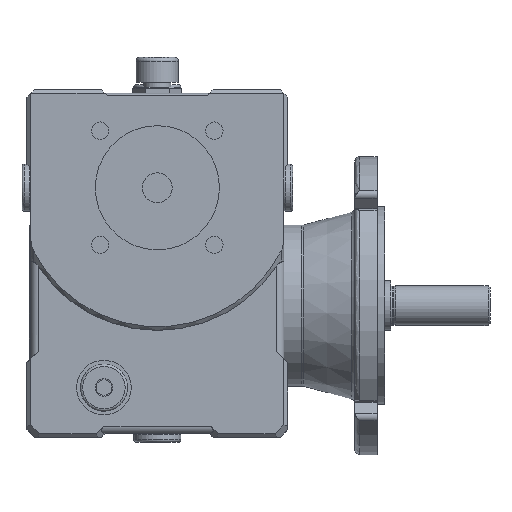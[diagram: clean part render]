
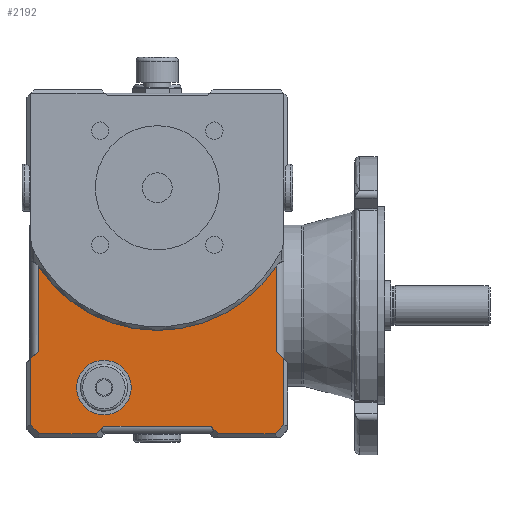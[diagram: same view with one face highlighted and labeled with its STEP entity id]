
A CAD part, left-side view. The second image highlights one B-rep face of the part: STEP entity #2192.
In plain terms, the highlighted planar face has unit normal (-1, 0, 0).
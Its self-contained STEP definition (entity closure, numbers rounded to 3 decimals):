
#2192 = ADVANCED_FACE( '', ( #4799, #4800 ), #4801, .T. );
#4799 = FACE_OUTER_BOUND( '', #7745, .T. );
#4800 = FACE_BOUND( '', #7746, .T. );
#4801 = PLANE( '', #7747 );
#7745 = EDGE_LOOP( '', ( #13752, #13753, #13754, #13755, #13756, #13757, #13758, #13759, #13760, #13761, #13762, #13763, #13764, #13765 ) );
#7746 = EDGE_LOOP( '', ( #13766 ) );
#7747 = AXIS2_PLACEMENT_3D( '', #13767, #13768, #13769 );
#13752 = ORIENTED_EDGE( '', *, *, #17271, .T. );
#13753 = ORIENTED_EDGE( '', *, *, #17297, .T. );
#13754 = ORIENTED_EDGE( '', *, *, #17298, .F. );
#13755 = ORIENTED_EDGE( '', *, *, #17235, .T. );
#13756 = ORIENTED_EDGE( '', *, *, #16165, .T. );
#13757 = ORIENTED_EDGE( '', *, *, #16534, .T. );
#13758 = ORIENTED_EDGE( '', *, *, #15856, .T. );
#13759 = ORIENTED_EDGE( '', *, *, #16448, .T. );
#13760 = ORIENTED_EDGE( '', *, *, #16417, .T. );
#13761 = ORIENTED_EDGE( '', *, *, #16910, .T. );
#13762 = ORIENTED_EDGE( '', *, *, #16451, .T. );
#13763 = ORIENTED_EDGE( '', *, *, #15640, .T. );
#13764 = ORIENTED_EDGE( '', *, *, #15012, .F. );
#13765 = ORIENTED_EDGE( '', *, *, #15959, .T. );
#13766 = ORIENTED_EDGE( '', *, *, #17299, .T. );
#13767 = CARTESIAN_POINT( '', ( 2.5, 0., 30.5 ) );
#13768 = DIRECTION( '', ( -1., 0., 0. ) );
#13769 = DIRECTION( '', ( 0., 0., 1. ) );
#15012 = EDGE_CURVE( '', #17565, #17556, #17567, .T. );
#15640 = EDGE_CURVE( '', #18632, #17556, #18636, .T. );
#15856 = EDGE_CURVE( '', #18980, #18984, #18986, .T. );
#15959 = EDGE_CURVE( '', #17565, #19143, #19145, .F. );
#16165 = EDGE_CURVE( '', #19471, #19469, #19472, .T. );
#16417 = EDGE_CURVE( '', #19847, #19853, #19855, .T. );
#16448 = EDGE_CURVE( '', #18984, #19847, #19895, .F. );
#16451 = EDGE_CURVE( '', #19898, #18632, #19899, .T. );
#16534 = EDGE_CURVE( '', #19469, #18980, #20013, .T. );
#16910 = EDGE_CURVE( '', #19853, #19898, #20504, .T. );
#17235 = EDGE_CURVE( '', #20894, #19471, #20896, .T. );
#17271 = EDGE_CURVE( '', #19143, #20936, #20938, .F. );
#17297 = EDGE_CURVE( '', #20936, #20970, #20971, .F. );
#17298 = EDGE_CURVE( '', #20894, #20970, #20972, .T. );
#17299 = EDGE_CURVE( '', #20973, #20973, #20974, .T. );
#17556 = VERTEX_POINT( '', #21282 );
#17565 = VERTEX_POINT( '', #21294 );
#17567 = LINE( '', #21296, #21297 );
#18632 = VERTEX_POINT( '', #23152 );
#18636 = LINE( '', #23158, #23159 );
#18980 = VERTEX_POINT( '', #23985 );
#18984 = VERTEX_POINT( '', #23991 );
#18986 = LINE( '', #23993, #23994 );
#19143 = VERTEX_POINT( '', #24727 );
#19145 = LINE( '', #24738, #24739 );
#19469 = VERTEX_POINT( '', #25565 );
#19471 = VERTEX_POINT( '', #25568 );
#19472 = LINE( '', #25569, #25570 );
#19847 = VERTEX_POINT( '', #26222 );
#19853 = VERTEX_POINT( '', #26230 );
#19855 = LINE( '', #26233, #26234 );
#19895 = LINE( '', #26456, #26457 );
#19898 = VERTEX_POINT( '', #26460 );
#19899 = LINE( '', #26461, #26462 );
#20013 = LINE( '', #26891, #26892 );
#20504 = LINE( '', #27692, #27693 );
#20894 = VERTEX_POINT( '', #28337 );
#20896 = LINE( '', #28340, #28341 );
#20936 = VERTEX_POINT( '', #28400 );
#20938 = CIRCLE( '', #28413, 57.5 );
#20970 = VERTEX_POINT( '', #28456 );
#20971 = LINE( '', #28457, #28458 );
#20972 = LINE( '', #28459, #28460 );
#20973 = VERTEX_POINT( '', #28461 );
#20974 = CIRCLE( '', #28462, 11. );
#21282 = CARTESIAN_POINT( '', ( 2.5, -51., -38.5 ) );
#21294 = CARTESIAN_POINT( '', ( 2.5, -48., -35.5 ) );
#21296 = CARTESIAN_POINT( '', ( 2.5, -51., -38.5 ) );
#21297 = VECTOR( '', #28816, 1000. );
#23152 = CARTESIAN_POINT( '', ( 2.5, -51., -64.964 ) );
#23158 = CARTESIAN_POINT( '', ( 2.5, -51., -41. ) );
#23159 = VECTOR( '', #29605, 1000. );
#23985 = CARTESIAN_POINT( '', ( 2.5, 24.536, -68.5 ) );
#23991 = CARTESIAN_POINT( '', ( 2.5, 21.536, -65.5 ) );
#23993 = CARTESIAN_POINT( '', ( 2.5, -37.232, -6.732 ) );
#23994 = VECTOR( '', #29896, 1000. );
#24727 = CARTESIAN_POINT( '', ( 2.5, -48., -1.158 ) );
#24738 = CARTESIAN_POINT( '', ( 2.5, -48., 30.5 ) );
#24739 = VECTOR( '', #29998, 1000. );
#25565 = CARTESIAN_POINT( '', ( 2.5, 47.464, -68.5 ) );
#25568 = CARTESIAN_POINT( '', ( 2.5, 51., -64.964 ) );
#25569 = CARTESIAN_POINT( '', ( 2.5, 73.232, -42.732 ) );
#25570 = VECTOR( '', #30261, 1000. );
#26222 = CARTESIAN_POINT( '', ( 2.5, -21.536, -65.5 ) );
#26230 = CARTESIAN_POINT( '', ( 2.5, -24.536, -68.5 ) );
#26233 = CARTESIAN_POINT( '', ( 2.5, 37.232, -6.732 ) );
#26234 = VECTOR( '', #30546, 1000. );
#26456 = CARTESIAN_POINT( '', ( 2.5, 0., -65.5 ) );
#26457 = VECTOR( '', #30571, 1000. );
#26460 = CARTESIAN_POINT( '', ( 2.5, -47.464, -68.5 ) );
#26461 = CARTESIAN_POINT( '', ( 2.5, -73.232, -42.732 ) );
#26462 = VECTOR( '', #30575, 1000. );
#26891 = CARTESIAN_POINT( '', ( 2.5, 23.5, -68.5 ) );
#26892 = VECTOR( '', #30653, 1000. );
#27692 = CARTESIAN_POINT( '', ( 2.5, -48.5, -68.5 ) );
#27693 = VECTOR( '', #31063, 1000. );
#28337 = CARTESIAN_POINT( '', ( 2.5, 51., -38.5 ) );
#28340 = CARTESIAN_POINT( '', ( 2.5, 51., -66. ) );
#28341 = VECTOR( '', #31355, 1000. );
#28400 = CARTESIAN_POINT( '', ( 2.5, 48., -1.158 ) );
#28413 = AXIS2_PLACEMENT_3D( '', #31377, #31378, #31379 );
#28456 = CARTESIAN_POINT( '', ( 2.5, 48., -35.5 ) );
#28457 = CARTESIAN_POINT( '', ( 2.5, 48., -38.5 ) );
#28458 = VECTOR( '', #31401, 1000. );
#28459 = CARTESIAN_POINT( '', ( 2.5, 51., -38.5 ) );
#28460 = VECTOR( '', #31402, 1000. );
#28461 = CARTESIAN_POINT( '', ( 2.5, 21.5, -39. ) );
#28462 = AXIS2_PLACEMENT_3D( '', #31403, #31404, #31405 );
#28816 = DIRECTION( '', ( 0., -0.707, -0.707 ) );
#29605 = DIRECTION( '', ( 0., 0., 1. ) );
#29896 = DIRECTION( '', ( 0., -0.707, 0.707 ) );
#29998 = DIRECTION( '', ( 0., 0., -1. ) );
#30261 = DIRECTION( '', ( 0., -0.707, -0.707 ) );
#30546 = DIRECTION( '', ( 0., -0.707, -0.707 ) );
#30571 = DIRECTION( '', ( 0., 1., 0. ) );
#30575 = DIRECTION( '', ( 0., -0.707, 0.707 ) );
#30653 = DIRECTION( '', ( 0., -1., 0. ) );
#31063 = DIRECTION( '', ( 0., -1., 0. ) );
#31355 = DIRECTION( '', ( 0., 0., -1. ) );
#31377 = CARTESIAN_POINT( '', ( 2.5, 0., 30.5 ) );
#31378 = DIRECTION( '', ( -1., 0., 0. ) );
#31379 = DIRECTION( '', ( 0., 0., 1. ) );
#31401 = DIRECTION( '', ( 0., 0., 1. ) );
#31402 = DIRECTION( '', ( 0., -0.707, 0.707 ) );
#31403 = CARTESIAN_POINT( '', ( 2.5, 21.5, -50. ) );
#31404 = DIRECTION( '', ( 1., 0., 0. ) );
#31405 = DIRECTION( '', ( 0., 0., 1. ) );
